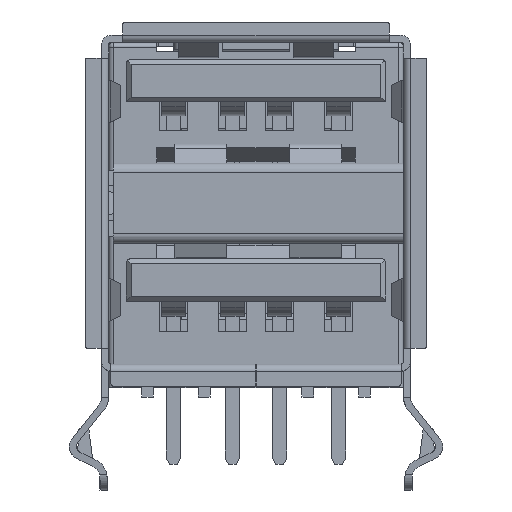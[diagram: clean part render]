
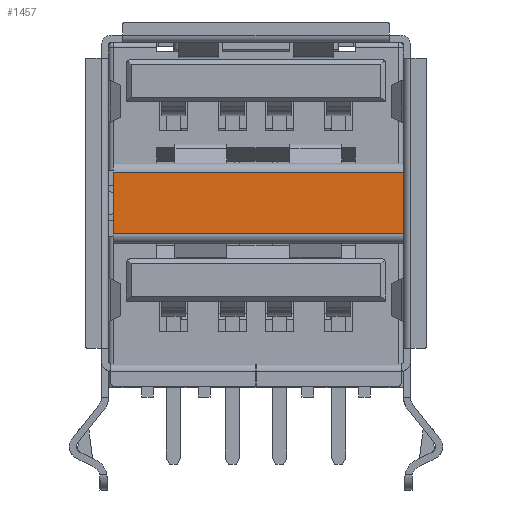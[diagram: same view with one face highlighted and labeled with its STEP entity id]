
A CAD part, front view. The second image highlights one B-rep face of the part: STEP entity #1457.
In plain terms, the highlighted planar face has unit normal (0, -1, 0).
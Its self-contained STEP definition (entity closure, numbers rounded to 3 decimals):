
#1457=ADVANCED_FACE('',(#4180),#4181,.T.);
#4180=FACE_OUTER_BOUND('',#7002,.T.);
#4181=PLANE('',#7003);
#7002=EDGE_LOOP('',(#18450,#18451,#18452,#18453));
#7003=AXIS2_PLACEMENT_3D('',#18454,#18455,#18456);
#18450=ORIENTED_EDGE('',*,*,#22912,.F.);
#18451=ORIENTED_EDGE('',*,*,#22911,.F.);
#18452=ORIENTED_EDGE('',*,*,#22913,.T.);
#18453=ORIENTED_EDGE('',*,*,#22914,.T.);
#18454=CARTESIAN_POINT('',(-6.05,-8.455,1.4));
#18455=DIRECTION('',(0.0,-1.0,0.0));
#18456=DIRECTION('',(0.0,0.0,-1.0));
#22911=EDGE_CURVE('',#29359,#29357,#29361,.T.);
#22912=EDGE_CURVE('',#29357,#29362,#29363,.T.);
#22913=EDGE_CURVE('',#29359,#29364,#29365,.T.);
#22914=EDGE_CURVE('',#29364,#29362,#29366,.T.);
#29357=VERTEX_POINT('',#38899);
#29359=VERTEX_POINT('',#38901);
#29361=LINE('',#38903,#38904);
#29362=VERTEX_POINT('',#38905);
#29363=LINE('',#38906,#38907);
#29364=VERTEX_POINT('',#38908);
#29365=LINE('',#38909,#38910);
#29366=LINE('',#38911,#38912);
#38899=CARTESIAN_POINT('',(6.25,-8.455,1.3));
#38901=CARTESIAN_POINT('',(-6.05,-8.455,1.3));
#38903=CARTESIAN_POINT('',(-6.05,-8.455,1.3));
#38904=VECTOR('',#44558,1000.0);
#38905=CARTESIAN_POINT('',(6.25,-8.455,-1.3));
#38906=CARTESIAN_POINT('',(6.25,-8.455,1.4));
#38907=VECTOR('',#44559,1000.0);
#38908=CARTESIAN_POINT('',(-6.05,-8.455,-1.3));
#38909=CARTESIAN_POINT('',(-6.05,-8.455,1.4));
#38910=VECTOR('',#44560,1000.0);
#38911=CARTESIAN_POINT('',(-6.05,-8.455,-1.3));
#38912=VECTOR('',#44561,1000.0);
#44558=DIRECTION('',(1.0,0.0,0.0));
#44559=DIRECTION('',(0.0,0.0,-1.0));
#44560=DIRECTION('',(0.0,0.0,-1.0));
#44561=DIRECTION('',(1.0,0.0,0.0));
